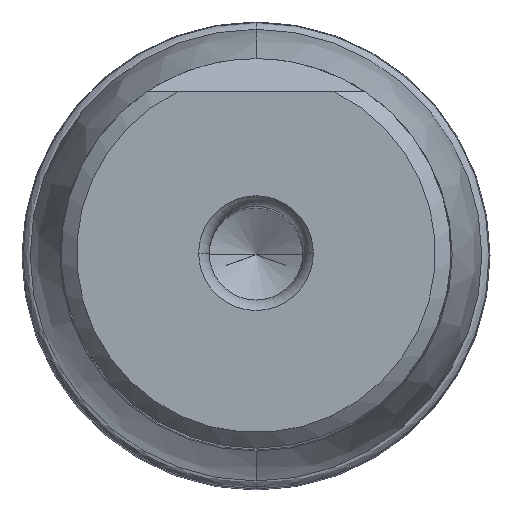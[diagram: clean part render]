
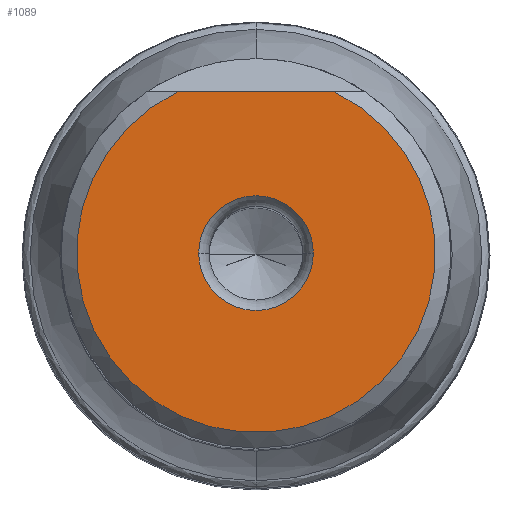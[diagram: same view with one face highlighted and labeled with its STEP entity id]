
A CAD part, top view. The second image highlights one B-rep face of the part: STEP entity #1089.
In plain terms, the highlighted face is planar.
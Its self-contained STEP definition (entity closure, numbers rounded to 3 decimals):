
#467=DIRECTION('',(-1.,0.,0.));
#468=VECTOR('',#467,10.087);
#469=CARTESIAN_POINT('',(5.044,10.335,0.));
#470=LINE('',#469,#468);
#474=CARTESIAN_POINT('',(0.,0.,0.));
#475=DIRECTION('',(0.,0.,-1.));
#476=DIRECTION('',(1.,0.,0.));
#477=AXIS2_PLACEMENT_3D('',#474,#475,#476);
#482=CARTESIAN_POINT('',(0.,0.,0.));
#483=DIRECTION('',(0.,0.,-1.));
#484=DIRECTION('',(-1.,0.,0.));
#485=AXIS2_PLACEMENT_3D('',#482,#483,#484);
#490=CARTESIAN_POINT('',(0.,0.,0.));
#491=DIRECTION('',(0.,0.,-1.));
#492=DIRECTION('',(0.439,0.899,0.));
#493=AXIS2_PLACEMENT_3D('',#490,#491,#492);
#590=CARTESIAN_POINT('',(5.044,10.335,0.));
#591=CARTESIAN_POINT('',(-5.044,10.335,0.));
#592=VERTEX_POINT('',#590);
#593=VERTEX_POINT('',#591);
#621=CARTESIAN_POINT('',(3.677,0.,0.));
#622=CARTESIAN_POINT('',(-3.677,0.,0.));
#623=VERTEX_POINT('',#621);
#624=VERTEX_POINT('',#622);
#1073=CARTESIAN_POINT('',(0.,0.,0.));
#1074=DIRECTION('',(0.,0.,-1.));
#1075=DIRECTION('',(0.,-1.,0.));
#1076=AXIS2_PLACEMENT_3D('',#1073,#1074,#1075);
#1077=PLANE('',#1076);
#1078=ORIENTED_EDGE('',*,*,#1061,.T.);
#1080=ORIENTED_EDGE('',*,*,#1079,.F.);
#1081=EDGE_LOOP('',(#1078,#1080));
#1082=FACE_OUTER_BOUND('',#1081,.F.);
#1084=ORIENTED_EDGE('',*,*,#1083,.T.);
#1086=ORIENTED_EDGE('',*,*,#1085,.T.);
#1087=EDGE_LOOP('',(#1084,#1086));
#1088=FACE_BOUND('',#1087,.F.);
#1089=ADVANCED_FACE('',(#1082,#1088),#1077,.T.);
#478=CIRCLE('',#477,3.677);
#486=CIRCLE('',#485,3.677);
#494=CIRCLE('',#493,11.5);
#1061=EDGE_CURVE('',#592,#593,#470,.T.);
#1079=EDGE_CURVE('',#592,#593,#494,.T.);
#1083=EDGE_CURVE('',#623,#624,#478,.T.);
#1085=EDGE_CURVE('',#624,#623,#486,.T.);
